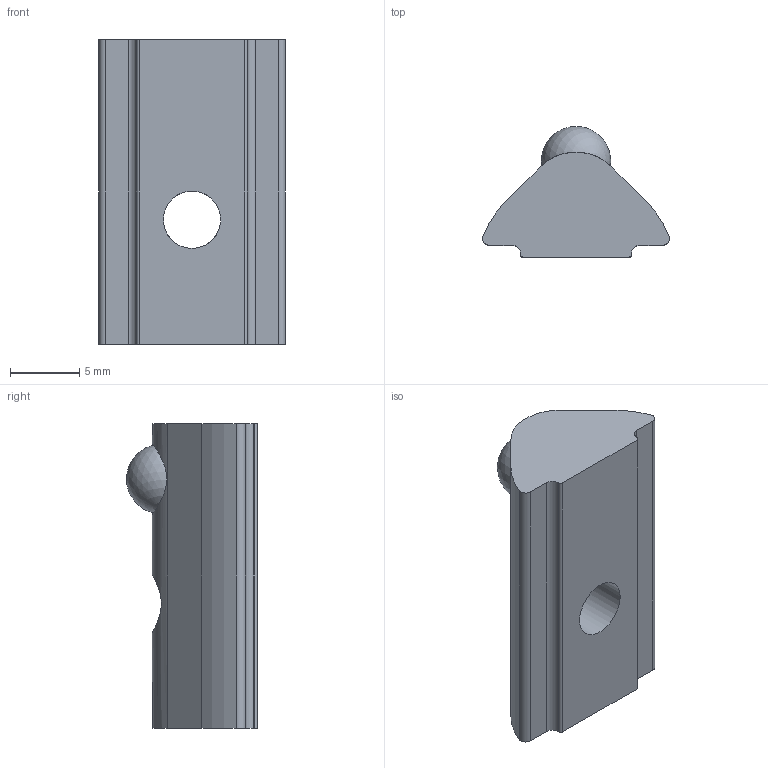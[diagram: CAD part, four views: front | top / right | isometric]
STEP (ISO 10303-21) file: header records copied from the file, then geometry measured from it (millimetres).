
FILE_DESCRIPTION(/* description */ ('GK Nutenstein einsteckbar'),/* implementation_level */ '2;1');
FILE_NAME(/* name */ 'SV2100V_A.stp',/* time_stamp */ '2015-11-30T10:34:10+01:00',/* author */ ('Marina Kaa'),/* organization */ (''),/* preprocessor_version */ 'ST-DEVELOPER v15.6',/* originating_system */ 'Autodesk Inventor 2015',/* authorisation */ '');
FILE_SCHEMA (('AUTOMOTIVE_DESIGN { 1 0 10303 214 3 1 1 }'));
Length unit declared in the file: millimetre
Products named in the file (4): ME1631103_A; MK5100000_A; MK2402100_A; SV2100V_A
Bounding box: 13.47 x 9.43 x 22 mm (x, y, z)
Volume: 1353 mm3; surface area: 1215.9 mm2
Topology: 3 solids, 3 shells, 27 faces, 65 edges, 43 vertices
Faces by surface type: cylinder 12, plane 12, cone 1, bspline 1, sphere 1
Full cylindrical faces by diameter (mm): 4.134 x1, 4.5 x1, 5.1 x1
Entity records: 1485 total; most frequent: CARTESIAN_POINT 759, DIRECTION 148, ORIENTED_EDGE 118, EDGE_CURVE 59, AXIS2_PLACEMENT_3D 59, VERTEX_POINT 43, EDGE_LOOP 34, LINE 30
